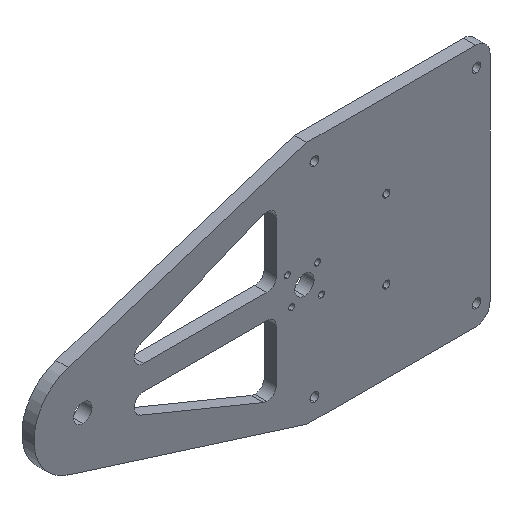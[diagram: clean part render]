
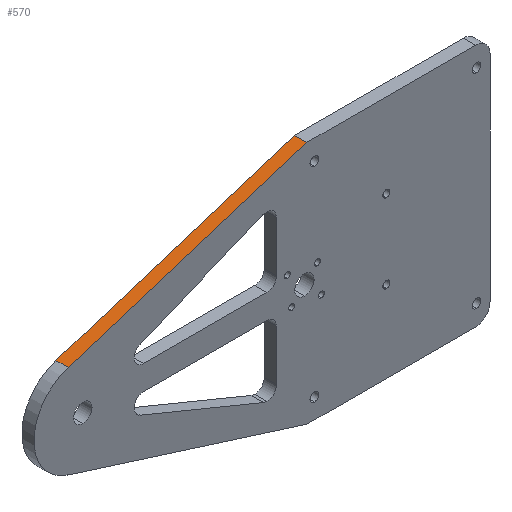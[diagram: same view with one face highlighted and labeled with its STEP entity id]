
A CAD part, isometric view. The second image highlights one B-rep face of the part: STEP entity #570.
In plain terms, the highlighted planar face has unit normal (-0.301, 0, 0.954).
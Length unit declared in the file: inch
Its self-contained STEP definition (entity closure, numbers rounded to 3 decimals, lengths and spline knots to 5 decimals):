
#16 = EDGE_CURVE ( 'NONE', #198, #1698, #1182, .T. ) ;
#18 = DIRECTION ( 'NONE',  ( 0.954, 0., 0.301 ) ) ;
#88 = DIRECTION ( 'NONE',  ( 0.954, 0., 0.301 ) ) ;
#140 = DIRECTION ( 'NONE',  ( 0.954, 0., 0.301 ) ) ;
#164 = DIRECTION ( 'NONE',  ( -0.301, 0., 0.954 ) ) ;
#198 = VERTEX_POINT ( 'NONE', #597 ) ;
#208 = VERTEX_POINT ( 'NONE', #1389 ) ;
#289 = PLANE ( 'NONE',  #676 ) ;
#290 = CARTESIAN_POINT ( 'NONE',  ( -6.76835, 0.25, 0.95351 ) ) ;
#471 = CARTESIAN_POINT ( 'NONE',  ( -1.875, 0., 2.5 ) ) ;
#496 = ORIENTED_EDGE ( 'NONE', *, *, #524, .F. ) ;
#511 = DIRECTION ( 'NONE',  ( 0., -1., 0. ) ) ;
#524 = EDGE_CURVE ( 'NONE', #208, #1521, #794, .T. ) ;
#570 = ADVANCED_FACE ( 'NONE', ( #674 ), #289, .T. ) ;
#597 = CARTESIAN_POINT ( 'NONE',  ( -1.875, 0.25, 2.5 ) ) ;
#633 = ORIENTED_EDGE ( 'NONE', *, *, #868, .T. ) ;
#669 = LINE ( 'NONE', #830, #804 ) ;
#674 = FACE_OUTER_BOUND ( 'NONE', #737, .T. ) ;
#676 = AXIS2_PLACEMENT_3D ( 'NONE', #1614, #164, #18 ) ;
#679 = LINE ( 'NONE', #471, #1027 ) ;
#737 = EDGE_LOOP ( 'NONE', ( #1493, #496, #633, #1231 ) ) ;
#781 = CARTESIAN_POINT ( 'NONE',  ( -1.875, 0., 2.5 ) ) ;
#794 = LINE ( 'NONE', #1092, #1102 ) ;
#804 = VECTOR ( 'NONE', #140, 39.37008 ) ;
#826 = DIRECTION ( 'NONE',  ( 0., 1., 0. ) ) ;
#830 = CARTESIAN_POINT ( 'NONE',  ( -1.875, 0.25, 2.5 ) ) ;
#868 = EDGE_CURVE ( 'NONE', #208, #1698, #679, .T. ) ;
#1012 = EDGE_CURVE ( 'NONE', #1521, #198, #669, .T. ) ;
#1027 = VECTOR ( 'NONE', #88, 39.37008 ) ;
#1032 = CARTESIAN_POINT ( 'NONE',  ( -1.875, 0.25, 2.5 ) ) ;
#1092 = CARTESIAN_POINT ( 'NONE',  ( -6.76835, 0., 0.95351 ) ) ;
#1102 = VECTOR ( 'NONE', #826, 39.37008 ) ;
#1179 = VECTOR ( 'NONE', #511, 39.37008 ) ;
#1182 = LINE ( 'NONE', #1032, #1179 ) ;
#1231 = ORIENTED_EDGE ( 'NONE', *, *, #16, .F. ) ;
#1389 = CARTESIAN_POINT ( 'NONE',  ( -6.76835, 0., 0.95351 ) ) ;
#1493 = ORIENTED_EDGE ( 'NONE', *, *, #1012, .F. ) ;
#1521 = VERTEX_POINT ( 'NONE', #290 ) ;
#1614 = CARTESIAN_POINT ( 'NONE',  ( -1.875, 0., 2.5 ) ) ;
#1698 = VERTEX_POINT ( 'NONE', #781 ) ;
